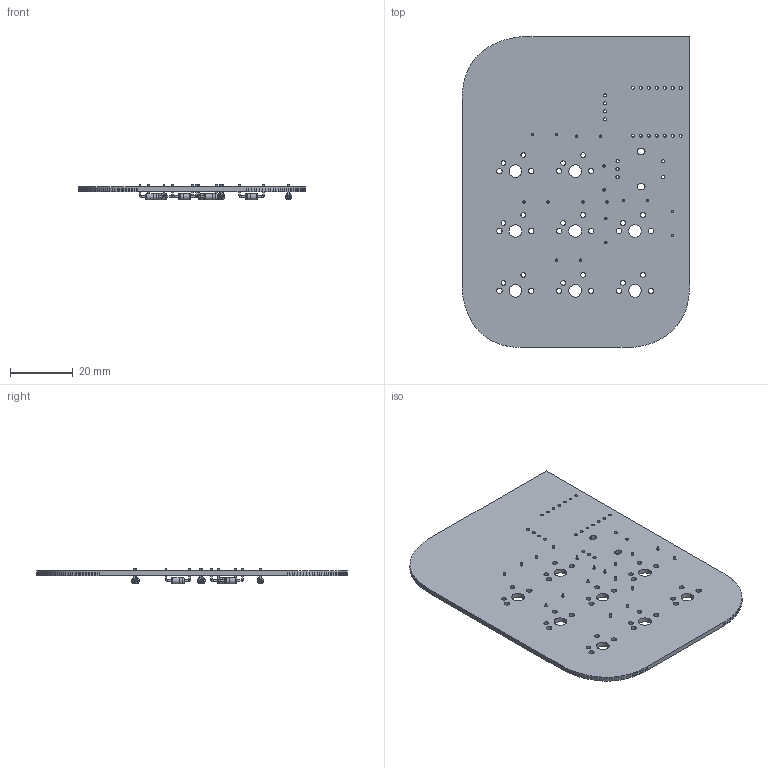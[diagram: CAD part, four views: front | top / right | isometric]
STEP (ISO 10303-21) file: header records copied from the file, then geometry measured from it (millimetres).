
FILE_DESCRIPTION(('KiCad electronic assembly'),'2;1');
FILE_NAME('Hackpad.step','2025-07-06T09:49:05',('Pcbnew'),('Kicad'), 'Open CASCADE STEP processor 7.8','KiCad to STEP converter','Unknown' );
FILE_SCHEMA(('AUTOMOTIVE_DESIGN { 1 0 10303 214 1 1 1 1 }'));
Length unit declared in the file: millimetre
Products named in the file (3): Hackpad 1; D_DO-35_SOD27_P7.62mm_Horizontal; Hackpad_PCB
Assembly tree (10 placements, depth 2):
  Hackpad 1
    D_DO-35_SOD27_P7.62mm_Horizontal  x9
    Hackpad_PCB
Bounding box: 72.5 x 99 x 5.01 mm (x, y, z)
Volume: 10323.7 mm3; surface area: 15042.4 mm2
Topology: 19 solids, 19 shells, 370 faces, 888 edges, 574 vertices
Faces by surface type: plane 195, cylinder 139, torus 36
Full cylindrical faces by diameter (mm): 0.5 x27, 0.8 x18, 0.889 x14, 1 x9, 1.5 x16, 1.7 x16, 2 x18, 2.02 x9, 4 x8
Entity records: 8503 total; most frequent: CARTESIAN_POINT 1411, ORIENTED_EDGE 1392, DIRECTION 1390, EDGE_CURVE 696, LINE 508, VECTOR 508, VERTEX_POINT 462, AXIS2_PLACEMENT_3D 441
